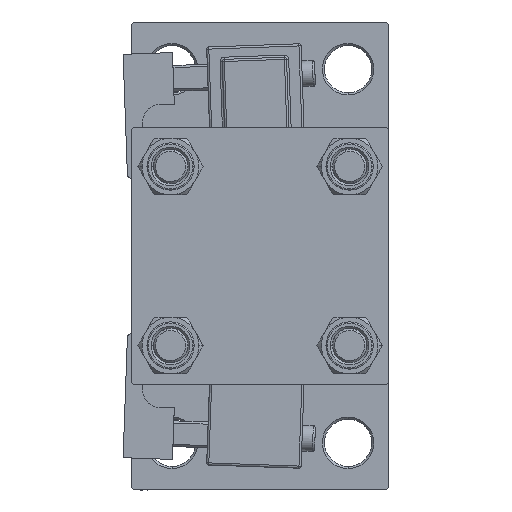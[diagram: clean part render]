
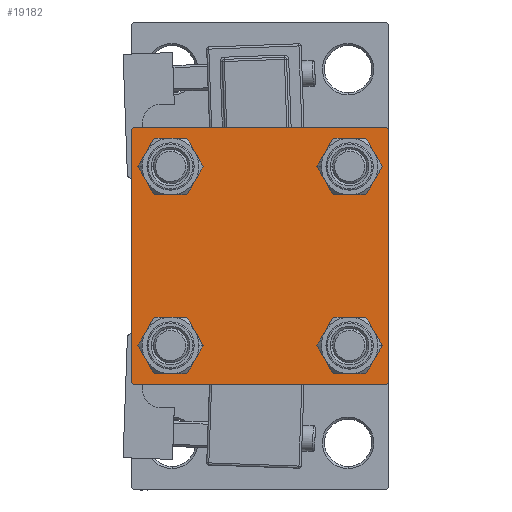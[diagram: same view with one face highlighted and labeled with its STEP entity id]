
A CAD part, left-side view. The second image highlights one B-rep face of the part: STEP entity #19182.
In plain terms, the highlighted planar face has unit normal (-1, 0, 0).
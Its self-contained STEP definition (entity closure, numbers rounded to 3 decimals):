
#579 = EDGE_CURVE ( 'NONE', #31687, #7572, #44024, .T. ) ;
#971 = CARTESIAN_POINT ( 'NONE',  ( 0., 0., 0. ) ) ;
#1089 = CARTESIAN_POINT ( 'NONE',  ( 0., -20.85, -20.85 ) ) ;
#1162 = ORIENTED_EDGE ( 'NONE', *, *, #4407, .T. ) ;
#2054 = DIRECTION ( 'NONE',  ( 0., 0., -1. ) ) ;
#2152 = LINE ( 'NONE', #44389, #8180 ) ;
#3303 = VECTOR ( 'NONE', #11533, 1000. ) ;
#3679 = EDGE_LOOP ( 'NONE', ( #23015, #44892 ) ) ;
#3995 = CIRCLE ( 'NONE', #28936, 4.5 ) ;
#4407 = EDGE_CURVE ( 'NONE', #38577, #31117, #34118, .T. ) ;
#5482 = DIRECTION ( 'NONE',  ( 0., 0., 1. ) ) ;
#6034 = AXIS2_PLACEMENT_3D ( 'NONE', #20856, #17805, #9752 ) ;
#6522 = CARTESIAN_POINT ( 'NONE',  ( 0., -20.85, -16.35 ) ) ;
#6686 = EDGE_CURVE ( 'NONE', #46574, #45028, #3995, .T. ) ;
#7456 = DIRECTION ( 'NONE',  ( 0., 0., 1. ) ) ;
#7572 = VERTEX_POINT ( 'NONE', #23483 ) ;
#7727 = LINE ( 'NONE', #34162, #10703 ) ;
#8180 = VECTOR ( 'NONE', #32364, 1000. ) ;
#8524 = PLANE ( 'NONE',  #16394 ) ;
#8670 = DIRECTION ( 'NONE',  ( 0., 0.707, 0.707 ) ) ;
#8780 = FACE_BOUND ( 'NONE', #11891, .T. ) ;
#9060 = AXIS2_PLACEMENT_3D ( 'NONE', #43771, #32474, #32719 ) ;
#9727 = VERTEX_POINT ( 'NONE', #43989 ) ;
#9752 = DIRECTION ( 'NONE',  ( 0., 0., 1. ) ) ;
#9956 = DIRECTION ( 'NONE',  ( 1., 0., 0. ) ) ;
#10153 = EDGE_CURVE ( 'NONE', #46896, #38577, #34847, .T. ) ;
#10668 = AXIS2_PLACEMENT_3D ( 'NONE', #47688, #32856, #33345 ) ;
#10703 = VECTOR ( 'NONE', #8670, 1000. ) ;
#10713 = EDGE_CURVE ( 'NONE', #46896, #32513, #30413, .T. ) ;
#10733 = CARTESIAN_POINT ( 'NONE',  ( 0., 30., 30. ) ) ;
#11237 = DIRECTION ( 'NONE',  ( 0., 0., -1. ) ) ;
#11533 = DIRECTION ( 'NONE',  ( 0., -1., 0. ) ) ;
#11577 = CARTESIAN_POINT ( 'NONE',  ( 0., 29.5, -30. ) ) ;
#11798 = VERTEX_POINT ( 'NONE', #40764 ) ;
#11868 = VERTEX_POINT ( 'NONE', #19654 ) ;
#11891 = EDGE_LOOP ( 'NONE', ( #31947, #44766 ) ) ;
#11898 = AXIS2_PLACEMENT_3D ( 'NONE', #12289, #23613, #5482 ) ;
#11942 = AXIS2_PLACEMENT_3D ( 'NONE', #32862, #9956, #47939 ) ;
#12170 = DIRECTION ( 'NONE',  ( 0., -1., 0. ) ) ;
#12289 = CARTESIAN_POINT ( 'NONE',  ( 0., 20.85, -20.85 ) ) ;
#12293 = ORIENTED_EDGE ( 'NONE', *, *, #6686, .T. ) ;
#12309 = FACE_OUTER_BOUND ( 'NONE', #24526, .T. ) ;
#12373 = ORIENTED_EDGE ( 'NONE', *, *, #29117, .F. ) ;
#13054 = DIRECTION ( 'NONE',  ( 0., 0., 1. ) ) ;
#13308 = ORIENTED_EDGE ( 'NONE', *, *, #15230, .T. ) ;
#13655 = EDGE_CURVE ( 'NONE', #11868, #11798, #45156, .T. ) ;
#14718 = VERTEX_POINT ( 'NONE', #15084 ) ;
#15024 = CARTESIAN_POINT ( 'NONE',  ( 0., 20.85, -20.85 ) ) ;
#15084 = CARTESIAN_POINT ( 'NONE',  ( 0., 20.85, 16.35 ) ) ;
#15090 = EDGE_CURVE ( 'NONE', #42802, #18498, #22580, .T. ) ;
#15230 = EDGE_CURVE ( 'NONE', #31117, #20329, #2152, .T. ) ;
#15586 = CARTESIAN_POINT ( 'NONE',  ( 0., 20.85, -25.35 ) ) ;
#16195 = DIRECTION ( 'NONE',  ( 0., 0., 1. ) ) ;
#16291 = EDGE_CURVE ( 'NONE', #7572, #31687, #41912, .T. ) ;
#16394 = AXIS2_PLACEMENT_3D ( 'NONE', #971, #16853, #13054 ) ;
#16706 = LINE ( 'NONE', #19728, #35393 ) ;
#16853 = DIRECTION ( 'NONE',  ( -1., 0., 0. ) ) ;
#17119 = EDGE_CURVE ( 'NONE', #14718, #42615, #43584, .T. ) ;
#17284 = ORIENTED_EDGE ( 'NONE', *, *, #13655, .T. ) ;
#17805 = DIRECTION ( 'NONE',  ( 1., 0., 0. ) ) ;
#18330 = EDGE_CURVE ( 'NONE', #9727, #32513, #7727, .T. ) ;
#18498 = VERTEX_POINT ( 'NONE', #33641 ) ;
#18559 = CARTESIAN_POINT ( 'NONE',  ( 0., -29.75, -29.75 ) ) ;
#19182 = ADVANCED_FACE ( 'NONE', ( #46751, #27922, #8780, #39456, #12309 ), #8524, .T. ) ;
#19654 = CARTESIAN_POINT ( 'NONE',  ( 0., -20.85, 16.35 ) ) ;
#19728 = CARTESIAN_POINT ( 'NONE',  ( 0., 30., -30. ) ) ;
#19870 = CARTESIAN_POINT ( 'NONE',  ( 0., 30., 29.5 ) ) ;
#20329 = VERTEX_POINT ( 'NONE', #11577 ) ;
#20365 = ORIENTED_EDGE ( 'NONE', *, *, #26603, .T. ) ;
#20856 = CARTESIAN_POINT ( 'NONE',  ( 0., -20.85, 20.85 ) ) ;
#22369 = ORIENTED_EDGE ( 'NONE', *, *, #10713, .F. ) ;
#22580 = LINE ( 'NONE', #18559, #28397 ) ;
#23015 = ORIENTED_EDGE ( 'NONE', *, *, #42283, .T. ) ;
#23146 = CARTESIAN_POINT ( 'NONE',  ( 0., -29.5, -30. ) ) ;
#23483 = CARTESIAN_POINT ( 'NONE',  ( 0., 20.85, -16.35 ) ) ;
#23519 = CARTESIAN_POINT ( 'NONE',  ( 0., 20.85, 25.35 ) ) ;
#23613 = DIRECTION ( 'NONE',  ( 1., 0., 0. ) ) ;
#23751 = DIRECTION ( 'NONE',  ( 0., 0., 1. ) ) ;
#24150 = ORIENTED_EDGE ( 'NONE', *, *, #10153, .T. ) ;
#24526 = EDGE_LOOP ( 'NONE', ( #1162, #13308, #39764, #35456, #12373, #46182, #22369, #24150 ) ) ;
#25236 = CARTESIAN_POINT ( 'NONE',  ( 0., 30., -29.5 ) ) ;
#26603 = EDGE_CURVE ( 'NONE', #11798, #11868, #37317, .T. ) ;
#26856 = DIRECTION ( 'NONE',  ( 0., -0.707, 0.707 ) ) ;
#27786 = DIRECTION ( 'NONE',  ( 1., 0., 0. ) ) ;
#27922 = FACE_BOUND ( 'NONE', #31103, .T. ) ;
#28314 = CARTESIAN_POINT ( 'NONE',  ( 0., 29.5, 30. ) ) ;
#28397 = VECTOR ( 'NONE', #26856, 1000. ) ;
#28744 = LINE ( 'NONE', #39787, #32623 ) ;
#28773 = CIRCLE ( 'NONE', #35170, 4.5 ) ;
#28936 = AXIS2_PLACEMENT_3D ( 'NONE', #1089, #27786, #23751 ) ;
#29117 = EDGE_CURVE ( 'NONE', #9727, #18498, #28744, .T. ) ;
#30413 = LINE ( 'NONE', #37927, #3303 ) ;
#31103 = EDGE_LOOP ( 'NONE', ( #39956, #12293 ) ) ;
#31117 = VERTEX_POINT ( 'NONE', #25236 ) ;
#31541 = AXIS2_PLACEMENT_3D ( 'NONE', #15024, #41895, #7456 ) ;
#31687 = VERTEX_POINT ( 'NONE', #15586 ) ;
#31947 = ORIENTED_EDGE ( 'NONE', *, *, #16291, .T. ) ;
#32364 = DIRECTION ( 'NONE',  ( 0., -0.707, -0.707 ) ) ;
#32474 = DIRECTION ( 'NONE',  ( 1., 0., 0. ) ) ;
#32513 = VERTEX_POINT ( 'NONE', #38444 ) ;
#32623 = VECTOR ( 'NONE', #2054, 1000. ) ;
#32719 = DIRECTION ( 'NONE',  ( 0., 0., 1. ) ) ;
#32856 = DIRECTION ( 'NONE',  ( 1., 0., 0. ) ) ;
#32862 = CARTESIAN_POINT ( 'NONE',  ( 0., 20.85, 20.85 ) ) ;
#33336 = EDGE_LOOP ( 'NONE', ( #20365, #17284 ) ) ;
#33345 = DIRECTION ( 'NONE',  ( 0., 0., 1. ) ) ;
#33641 = CARTESIAN_POINT ( 'NONE',  ( 0., -30., -29.5 ) ) ;
#34118 = LINE ( 'NONE', #10733, #40034 ) ;
#34121 = DIRECTION ( 'NONE',  ( 1., 0., 0. ) ) ;
#34162 = CARTESIAN_POINT ( 'NONE',  ( 0., -29.75, 29.75 ) ) ;
#34847 = LINE ( 'NONE', #42363, #41841 ) ;
#35094 = DIRECTION ( 'NONE',  ( 0., 0.707, -0.707 ) ) ;
#35170 = AXIS2_PLACEMENT_3D ( 'NONE', #43332, #34121, #16195 ) ;
#35393 = VECTOR ( 'NONE', #12170, 1000. ) ;
#35456 = ORIENTED_EDGE ( 'NONE', *, *, #15090, .T. ) ;
#37178 = EDGE_CURVE ( 'NONE', #45028, #46574, #28773, .T. ) ;
#37317 = CIRCLE ( 'NONE', #6034, 4.5 ) ;
#37927 = CARTESIAN_POINT ( 'NONE',  ( 0., 30., 30. ) ) ;
#38444 = CARTESIAN_POINT ( 'NONE',  ( 0., -29.5, 30. ) ) ;
#38577 = VERTEX_POINT ( 'NONE', #19870 ) ;
#39456 = FACE_BOUND ( 'NONE', #3679, .T. ) ;
#39764 = ORIENTED_EDGE ( 'NONE', *, *, #45856, .T. ) ;
#39787 = CARTESIAN_POINT ( 'NONE',  ( 0., -30., 30. ) ) ;
#39956 = ORIENTED_EDGE ( 'NONE', *, *, #37178, .T. ) ;
#40034 = VECTOR ( 'NONE', #11237, 1000. ) ;
#40764 = CARTESIAN_POINT ( 'NONE',  ( 0., -20.85, 25.35 ) ) ;
#41841 = VECTOR ( 'NONE', #35094, 1000. ) ;
#41895 = DIRECTION ( 'NONE',  ( 1., 0., 0. ) ) ;
#41912 = CIRCLE ( 'NONE', #31541, 4.5 ) ;
#42283 = EDGE_CURVE ( 'NONE', #42615, #14718, #46586, .T. ) ;
#42363 = CARTESIAN_POINT ( 'NONE',  ( 0., 29.75, 29.75 ) ) ;
#42615 = VERTEX_POINT ( 'NONE', #23519 ) ;
#42802 = VERTEX_POINT ( 'NONE', #23146 ) ;
#43332 = CARTESIAN_POINT ( 'NONE',  ( 0., -20.85, -20.85 ) ) ;
#43429 = CARTESIAN_POINT ( 'NONE',  ( 0., -20.85, -25.35 ) ) ;
#43584 = CIRCLE ( 'NONE', #10668, 4.5 ) ;
#43771 = CARTESIAN_POINT ( 'NONE',  ( 0., -20.85, 20.85 ) ) ;
#43989 = CARTESIAN_POINT ( 'NONE',  ( 0., -30., 29.5 ) ) ;
#44024 = CIRCLE ( 'NONE', #11898, 4.5 ) ;
#44389 = CARTESIAN_POINT ( 'NONE',  ( 0., 29.75, -29.75 ) ) ;
#44766 = ORIENTED_EDGE ( 'NONE', *, *, #579, .T. ) ;
#44892 = ORIENTED_EDGE ( 'NONE', *, *, #17119, .T. ) ;
#45028 = VERTEX_POINT ( 'NONE', #6522 ) ;
#45156 = CIRCLE ( 'NONE', #9060, 4.5 ) ;
#45856 = EDGE_CURVE ( 'NONE', #20329, #42802, #16706, .T. ) ;
#46182 = ORIENTED_EDGE ( 'NONE', *, *, #18330, .T. ) ;
#46574 = VERTEX_POINT ( 'NONE', #43429 ) ;
#46586 = CIRCLE ( 'NONE', #11942, 4.5 ) ;
#46751 = FACE_BOUND ( 'NONE', #33336, .T. ) ;
#46896 = VERTEX_POINT ( 'NONE', #28314 ) ;
#47688 = CARTESIAN_POINT ( 'NONE',  ( 0., 20.85, 20.85 ) ) ;
#47939 = DIRECTION ( 'NONE',  ( 0., 0., 1. ) ) ;
